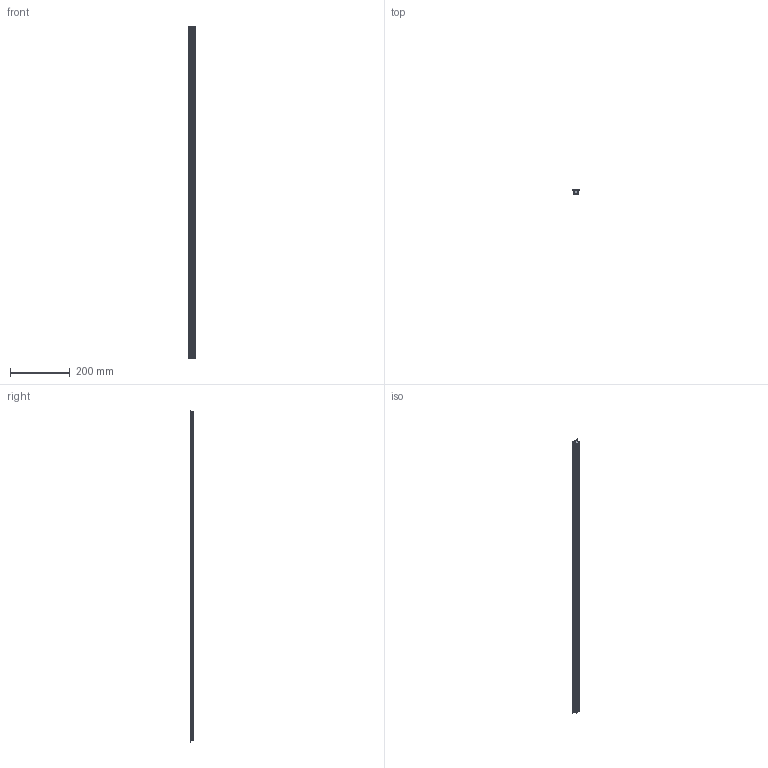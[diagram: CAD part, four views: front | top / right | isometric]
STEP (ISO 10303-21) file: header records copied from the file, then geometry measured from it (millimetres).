
FILE_DESCRIPTION (( 'STEP AP214' ), '1' );
FILE_NAME ('Small Wing.STEP', '2023-01-16T08:59:20', ( '' ), ( '' ), 'SwSTEP 2.0', 'SolidWorks 2023', '' );
FILE_SCHEMA (( 'AUTOMOTIVE_DESIGN' ));
Length unit declared in the file: millimetre
Products named in the file (3): Small Wing; Endcap_Profile_Small_Wing_V01_05.08.2019; Profile Small Wing
Assembly tree (3 placements, depth 2):
  Small Wing
    Profile Small Wing
    Endcap_Profile_Small_Wing_V01_05.08.2019  x2
Bounding box: 24.85 x 13 x 1110 mm (x, y, z)
Volume: 240709.2 mm3; surface area: 89629.5 mm2
Topology: 3 solids, 3 shells, 234 faces, 628 edges, 396 vertices
Faces by surface type: cylinder 110, plane 104, torus 12, sphere 8
Entity records: 5168 total; most frequent: CARTESIAN_POINT 916, DIRECTION 908, ORIENTED_EDGE 872, EDGE_CURVE 436, AXIS2_PLACEMENT_3D 314, VERTEX_POINT 282, VECTOR 280, LINE 280
